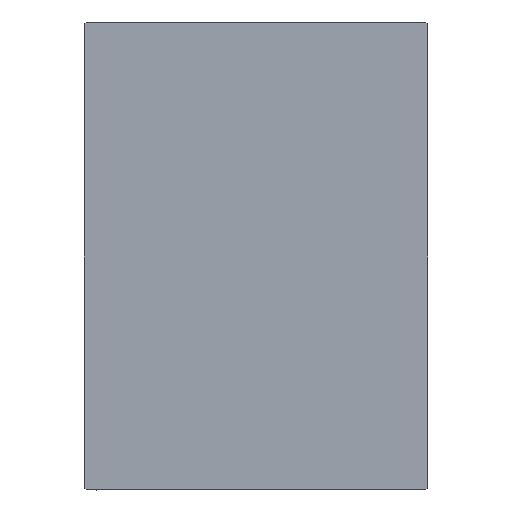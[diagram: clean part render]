
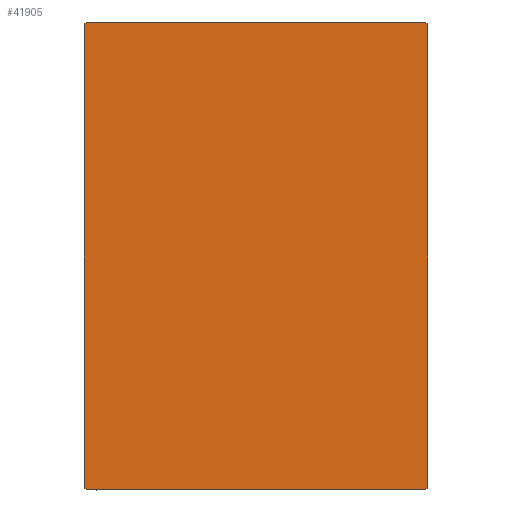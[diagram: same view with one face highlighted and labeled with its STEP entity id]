
A CAD part, left-side view. The second image highlights one B-rep face of the part: STEP entity #41905.
In plain terms, the highlighted face is planar.
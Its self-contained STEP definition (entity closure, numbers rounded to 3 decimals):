
#152 = ORIENTED_EDGE ( 'NONE', *, *, #31932, .T. ) ;
#585 = VERTEX_POINT ( 'NONE', #32759 ) ;
#722 = DIRECTION ( 'NONE',  ( 0., -1., 0. ) ) ;
#1017 = CARTESIAN_POINT ( 'NONE',  ( 75., -27.2, -37.5 ) ) ;
#1308 = LINE ( 'NONE', #30006, #14862 ) ;
#1610 = VERTEX_POINT ( 'NONE', #1017 ) ;
#1735 = VERTEX_POINT ( 'NONE', #9767 ) ;
#2040 = DIRECTION ( 'NONE',  ( 0., 0., -1. ) ) ;
#2387 = ORIENTED_EDGE ( 'NONE', *, *, #24093, .T. ) ;
#3324 = CARTESIAN_POINT ( 'NONE',  ( 75., -27.2, 37.5 ) ) ;
#3456 = CARTESIAN_POINT ( 'NONE',  ( 75., 32.35, -32.35 ) ) ;
#5727 = VECTOR ( 'NONE', #40180, 1000. ) ;
#7236 = FACE_OUTER_BOUND ( 'NONE', #32780, .T. ) ;
#7921 = EDGE_CURVE ( 'NONE', #39977, #21071, #30244, .T. ) ;
#8049 = VECTOR ( 'NONE', #41855, 1000. ) ;
#8796 = EDGE_CURVE ( 'NONE', #585, #1610, #17243, .T. ) ;
#9083 = CARTESIAN_POINT ( 'NONE',  ( 75., 0., 0. ) ) ;
#9109 = LINE ( 'NONE', #25592, #9895 ) ;
#9423 = LINE ( 'NONE', #37888, #20194 ) ;
#9767 = CARTESIAN_POINT ( 'NONE',  ( 75., 27.2, -37.5 ) ) ;
#9895 = VECTOR ( 'NONE', #2040, 1000. ) ;
#13614 = CARTESIAN_POINT ( 'NONE',  ( 75., -32.35, -32.35 ) ) ;
#14633 = ORIENTED_EDGE ( 'NONE', *, *, #21292, .T. ) ;
#14862 = VECTOR ( 'NONE', #33208, 1000. ) ;
#14906 = ORIENTED_EDGE ( 'NONE', *, *, #32634, .T. ) ;
#15058 = ORIENTED_EDGE ( 'NONE', *, *, #19228, .T. ) ;
#17175 = ORIENTED_EDGE ( 'NONE', *, *, #7921, .T. ) ;
#17243 = LINE ( 'NONE', #13614, #5727 ) ;
#17443 = VECTOR ( 'NONE', #722, 1000. ) ;
#17746 = VERTEX_POINT ( 'NONE', #3324 ) ;
#18578 = CARTESIAN_POINT ( 'NONE',  ( 75., -27.5, -37.5 ) ) ;
#19228 = EDGE_CURVE ( 'NONE', #17746, #31797, #1308, .T. ) ;
#20194 = VECTOR ( 'NONE', #41961, 1000. ) ;
#21071 = VERTEX_POINT ( 'NONE', #30406 ) ;
#21292 = EDGE_CURVE ( 'NONE', #1610, #1735, #42141, .T. ) ;
#21669 = VECTOR ( 'NONE', #41512, 1000. ) ;
#24093 = EDGE_CURVE ( 'NONE', #1735, #39977, #38218, .T. ) ;
#25568 = DIRECTION ( 'NONE',  ( 0., 0., -1. ) ) ;
#25592 = CARTESIAN_POINT ( 'NONE',  ( 75., -27.5, 37.5 ) ) ;
#25687 = CARTESIAN_POINT ( 'NONE',  ( 75., -27.5, 37.2 ) ) ;
#25764 = CARTESIAN_POINT ( 'NONE',  ( 75., 27.2, 37.5 ) ) ;
#26226 = CARTESIAN_POINT ( 'NONE',  ( 75., 27.5, -37.2 ) ) ;
#27404 = ORIENTED_EDGE ( 'NONE', *, *, #8796, .T. ) ;
#27470 = CARTESIAN_POINT ( 'NONE',  ( 75., 27.5, -37.5 ) ) ;
#27473 = CARTESIAN_POINT ( 'NONE',  ( 75., 27.5, 37.5 ) ) ;
#30006 = CARTESIAN_POINT ( 'NONE',  ( 75., -32.35, 32.35 ) ) ;
#30244 = LINE ( 'NONE', #27470, #38572 ) ;
#30406 = CARTESIAN_POINT ( 'NONE',  ( 75., 27.5, 37.2 ) ) ;
#31308 = EDGE_CURVE ( 'NONE', #31797, #585, #9109, .T. ) ;
#31797 = VERTEX_POINT ( 'NONE', #25687 ) ;
#31932 = EDGE_CURVE ( 'NONE', #21071, #34759, #9423, .T. ) ;
#32189 = DIRECTION ( 'NONE',  ( 1., 0., 0. ) ) ;
#32634 = EDGE_CURVE ( 'NONE', #34759, #17746, #39697, .T. ) ;
#32759 = CARTESIAN_POINT ( 'NONE',  ( 75., -27.5, -37.2 ) ) ;
#32780 = EDGE_LOOP ( 'NONE', ( #14633, #2387, #17175, #152, #14906, #15058, #38808, #27404 ) ) ;
#33208 = DIRECTION ( 'NONE',  ( 0., -0.707, -0.707 ) ) ;
#34759 = VERTEX_POINT ( 'NONE', #25764 ) ;
#37769 = PLANE ( 'NONE',  #42217 ) ;
#37888 = CARTESIAN_POINT ( 'NONE',  ( 75., 32.35, 32.35 ) ) ;
#38218 = LINE ( 'NONE', #3456, #8049 ) ;
#38572 = VECTOR ( 'NONE', #40525, 1000. ) ;
#38808 = ORIENTED_EDGE ( 'NONE', *, *, #31308, .T. ) ;
#39697 = LINE ( 'NONE', #27473, #17443 ) ;
#39977 = VERTEX_POINT ( 'NONE', #26226 ) ;
#40180 = DIRECTION ( 'NONE',  ( 0., 0.707, -0.707 ) ) ;
#40525 = DIRECTION ( 'NONE',  ( 0., 0., 1. ) ) ;
#41512 = DIRECTION ( 'NONE',  ( 0., 1., 0. ) ) ;
#41855 = DIRECTION ( 'NONE',  ( 0., 0.707, 0.707 ) ) ;
#41905 = ADVANCED_FACE ( 'NONE', ( #7236 ), #37769, .T. ) ;
#41961 = DIRECTION ( 'NONE',  ( 0., -0.707, 0.707 ) ) ;
#42141 = LINE ( 'NONE', #18578, #21669 ) ;
#42217 = AXIS2_PLACEMENT_3D ( 'NONE', #9083, #32189, #25568 ) ;
